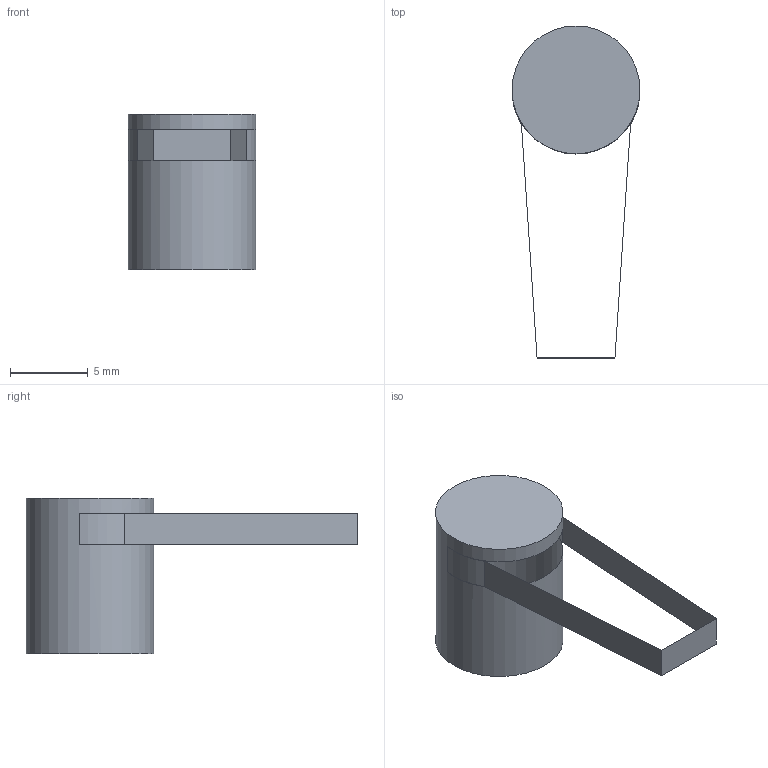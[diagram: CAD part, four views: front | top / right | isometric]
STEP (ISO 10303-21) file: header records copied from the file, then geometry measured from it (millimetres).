
FILE_DESCRIPTION(('FreeCAD Model'),'2;1');
FILE_NAME('arm servo.step', '2021-01-28T18:19:56',('Author'),(''), 'Open CASCADE STEP processor 7.3','FreeCAD','Unknown');
FILE_SCHEMA(('AUTOMOTIVE_DESIGN { 1 0 10303 214 1 1 1 1 }'));
Length unit declared in the file: millimetre
Products named in the file (1): arm_servo
Bounding box: 8.21 x 21.3 x 10 mm (x, y, z)
Volume: 689.8 mm3; surface area: 578.5 mm2
Topology: 1 solids, 1 shells, 10 faces, 24 edges, 16 vertices
Faces by surface type: plane 7, cylinder 3
Full cylindrical faces by diameter (mm): 8.2 x1
Entity records: 712 total; most frequent: CARTESIAN_POINT 151, DIRECTION 92, ORIENTED_EDGE 48, LINE 48, VECTOR 48, PCURVE 48, DEFINITIONAL_REPRESENTATION 48, EDGE_CURVE 24
